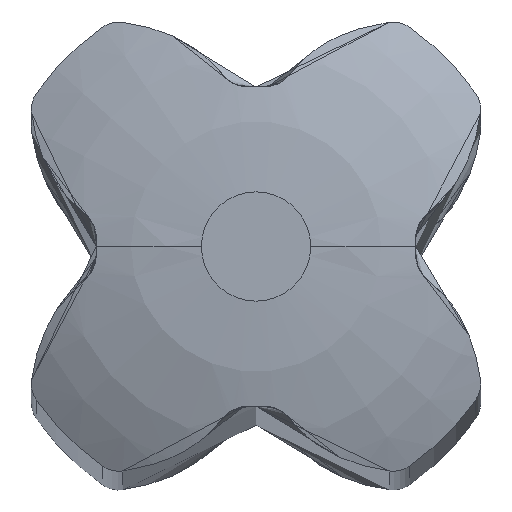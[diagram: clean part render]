
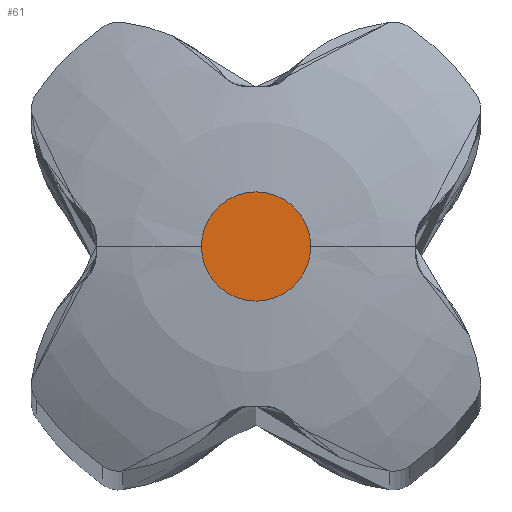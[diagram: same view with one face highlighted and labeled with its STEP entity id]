
A CAD part, top view. The second image highlights one B-rep face of the part: STEP entity #61.
In plain terms, the highlighted planar face has unit normal (0, 0, 1).
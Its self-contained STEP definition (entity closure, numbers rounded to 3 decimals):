
#39 = DIRECTION ( 'NONE',  ( 0., 0., 1. ) ) ;
#61 = ADVANCED_FACE ( 'NONE', ( #357 ), #1179, .F. ) ;
#79 = EDGE_LOOP ( 'NONE', ( #290, #199 ) ) ;
#182 = DIRECTION ( 'NONE',  ( 0., 0., -1. ) ) ;
#199 = ORIENTED_EDGE ( 'NONE', *, *, #978, .T. ) ;
#216 = DIRECTION ( 'NONE',  ( 0., 0., 1. ) ) ;
#290 = ORIENTED_EDGE ( 'NONE', *, *, #804, .T. ) ;
#357 = FACE_OUTER_BOUND ( 'NONE', #79, .T. ) ;
#408 = CARTESIAN_POINT ( 'NONE',  ( 0., 0., 49.75 ) ) ;
#804 = EDGE_CURVE ( 'NONE', #1207, #1005, #805, .T. ) ;
#805 = CIRCLE ( 'NONE', #842, 0.5 ) ;
#842 = AXIS2_PLACEMENT_3D ( 'NONE', #1020, #39, #846 ) ;
#846 = DIRECTION ( 'NONE',  ( 1., 0., 0. ) ) ;
#887 = AXIS2_PLACEMENT_3D ( 'NONE', #408, #216, #1107 ) ;
#912 = CARTESIAN_POINT ( 'NONE',  ( 0.5, 0., 49.75 ) ) ;
#945 = CIRCLE ( 'NONE', #887, 0.5 ) ;
#978 = EDGE_CURVE ( 'NONE', #1005, #1207, #945, .T. ) ;
#1005 = VERTEX_POINT ( 'NONE', #1111 ) ;
#1020 = CARTESIAN_POINT ( 'NONE',  ( 0., 0., 49.75 ) ) ;
#1043 = DIRECTION ( 'NONE',  ( -1., 0., 0. ) ) ;
#1107 = DIRECTION ( 'NONE',  ( 1., 0., 0. ) ) ;
#1111 = CARTESIAN_POINT ( 'NONE',  ( -0.5, 0., 49.75 ) ) ;
#1112 = AXIS2_PLACEMENT_3D ( 'NONE', #1155, #182, #1043 ) ;
#1155 = CARTESIAN_POINT ( 'NONE',  ( 0., 0., 49.75 ) ) ;
#1179 = PLANE ( 'NONE',  #1112 ) ;
#1207 = VERTEX_POINT ( 'NONE', #912 ) ;
